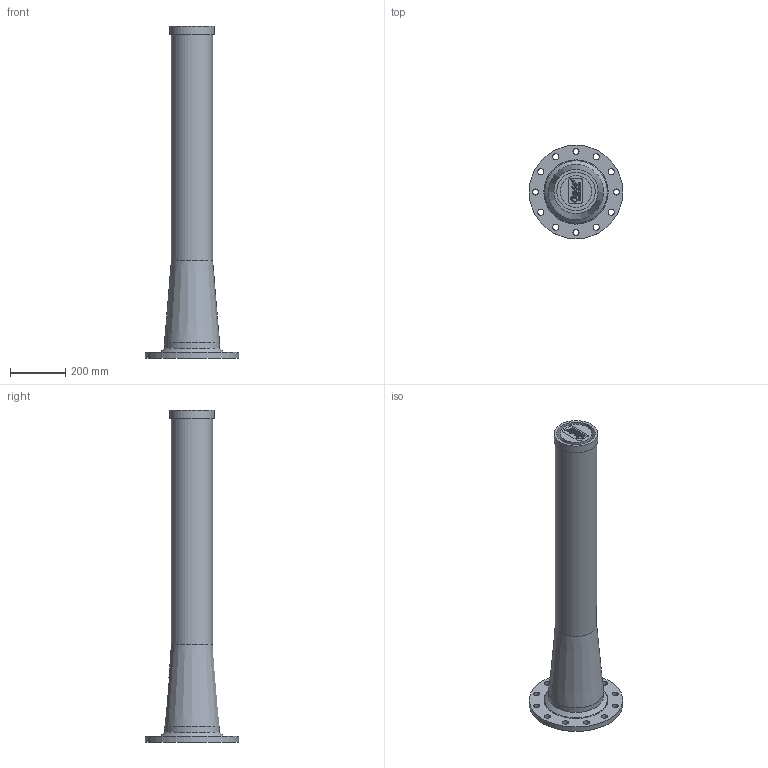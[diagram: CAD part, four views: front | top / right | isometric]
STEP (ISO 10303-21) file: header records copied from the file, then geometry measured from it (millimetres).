
FILE_DESCRIPTION(/* description */ (''),/* implementation_level */ '2;1');
FILE_NAME(/* name */ '55350_Hollow jet nozzle 130.stp',/* time_stamp */ '2015-06-30T11:15:03+02:00',/* author */ ('guzb562'),/* organization */ (''),/* preprocessor_version */ 'ST-DEVELOPER v15.6',/* originating_system */ 'Autodesk Inventor 2015',/* authorisation */ '');
FILE_SCHEMA (('AUTOMOTIVE_DESIGN { 1 0 10303 214 3 1 1 }'));
Length unit declared in the file: millimetre
Products named in the file (2): 55350_Hollow jet nozzle 130; Baugruppe3
Assembly tree (1 placements, depth 2):
  Baugruppe3
    55350_Hollow jet nozzle 130
Bounding box: 340 x 340 x 1206.1 mm (x, y, z)
Volume: 7897347.8 mm3; surface area: 1310993.4 mm2
Topology: 1 solids, 1 shells, 236 faces, 615 edges, 408 vertices
Faces by surface type: plane 130, bspline 78, cylinder 24, cone 3, torus 1
Full cylindrical faces by diameter (mm): 22 x12, 115 x1, 130 x1, 140 x1, 150 x1, 160 x1, 165.281 x1, 200 x1, 340 x1
Entity records: 8056 total; most frequent: CARTESIAN_POINT 2666, ORIENTED_EDGE 1182, DIRECTION 807, EDGE_CURVE 591, VERTEX_POINT 408, LINE 385, VECTOR 385, EDGE_LOOP 311
